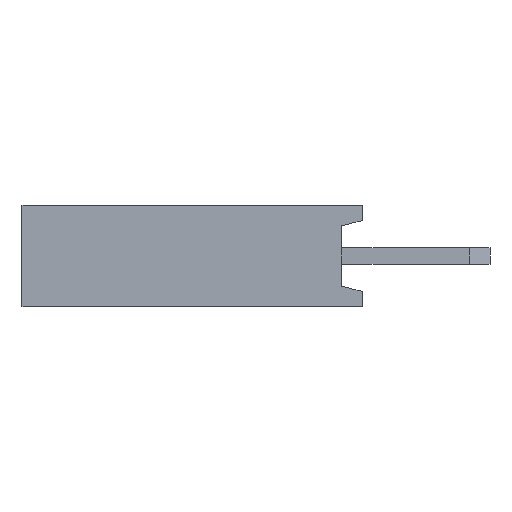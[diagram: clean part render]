
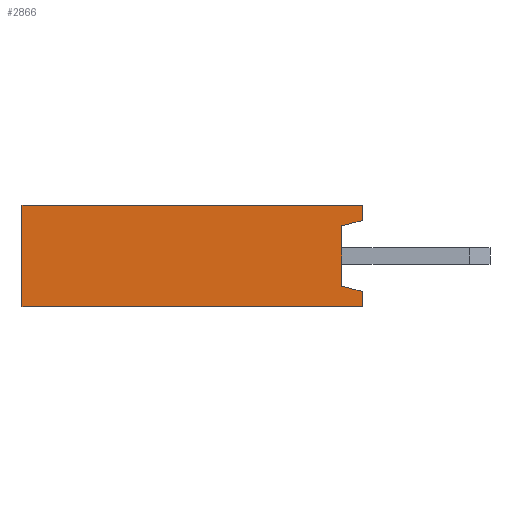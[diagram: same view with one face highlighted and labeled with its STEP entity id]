
A CAD part, left-side view. The second image highlights one B-rep face of the part: STEP entity #2866.
In plain terms, the highlighted planar face has unit normal (-1, 0, 0).
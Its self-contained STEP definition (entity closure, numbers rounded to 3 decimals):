
#1 = CARTESIAN_POINT ( 'NONE',  ( -12.954, 0., 1.27 ) ) ;
#148 = LINE ( 'NONE', #3002, #5465 ) ;
#268 = CARTESIAN_POINT ( 'NONE',  ( -12.954, 8.509, -1.27 ) ) ;
#731 = DIRECTION ( 'NONE',  ( -1., 0., 0. ) ) ;
#738 = VECTOR ( 'NONE', #5278, 1000. ) ;
#886 = CARTESIAN_POINT ( 'NONE',  ( -12.954, 0.508, -0.753 ) ) ;
#934 = LINE ( 'NONE', #3491, #4113 ) ;
#1063 = VECTOR ( 'NONE', #2004, 1000. ) ;
#1075 = VERTEX_POINT ( 'NONE', #4833 ) ;
#1102 = ORIENTED_EDGE ( 'NONE', *, *, #3923, .T. ) ;
#1321 = PLANE ( 'NONE',  #1478 ) ;
#1352 = VERTEX_POINT ( 'NONE', #2046 ) ;
#1478 = AXIS2_PLACEMENT_3D ( 'NONE', #1699, #731, #5630 ) ;
#1680 = LINE ( 'NONE', #4143, #1063 ) ;
#1699 = CARTESIAN_POINT ( 'NONE',  ( -12.954, 0., 0. ) ) ;
#1838 = VERTEX_POINT ( 'NONE', #5886 ) ;
#1919 = VECTOR ( 'NONE', #4891, 1000. ) ;
#1956 = CARTESIAN_POINT ( 'NONE',  ( -12.954, 0., -1.27 ) ) ;
#2004 = DIRECTION ( 'NONE',  ( 0., 0., 1. ) ) ;
#2046 = CARTESIAN_POINT ( 'NONE',  ( -12.954, 0., -0.889 ) ) ;
#2047 = EDGE_LOOP ( 'NONE', ( #2831, #6259, #3938, #1102, #2790, #3790, #5028, #2128 ) ) ;
#2092 = DIRECTION ( 'NONE',  ( 0., 0., 1. ) ) ;
#2128 = ORIENTED_EDGE ( 'NONE', *, *, #3763, .T. ) ;
#2252 = CARTESIAN_POINT ( 'NONE',  ( -12.954, 0., 0.889 ) ) ;
#2328 = DIRECTION ( 'NONE',  ( 0., 0.966, 0.259 ) ) ;
#2606 = FACE_OUTER_BOUND ( 'NONE', #2047, .T. ) ;
#2711 = CARTESIAN_POINT ( 'NONE',  ( -12.954, 0.508, -0.753 ) ) ;
#2712 = VERTEX_POINT ( 'NONE', #1 ) ;
#2781 = LINE ( 'NONE', #2711, #5403 ) ;
#2790 = ORIENTED_EDGE ( 'NONE', *, *, #3547, .T. ) ;
#2809 = LINE ( 'NONE', #5307, #738 ) ;
#2831 = ORIENTED_EDGE ( 'NONE', *, *, #6322, .T. ) ;
#2866 = ADVANCED_FACE ( 'NONE', ( #2606 ), #1321, .T. ) ;
#2909 = CARTESIAN_POINT ( 'NONE',  ( -12.954, 0., 1.27 ) ) ;
#3002 = CARTESIAN_POINT ( 'NONE',  ( -12.954, 0., -1.27 ) ) ;
#3141 = EDGE_CURVE ( 'NONE', #3686, #1352, #148, .T. ) ;
#3398 = LINE ( 'NONE', #2909, #1919 ) ;
#3491 = CARTESIAN_POINT ( 'NONE',  ( -12.954, 8.509, -1.27 ) ) ;
#3492 = VECTOR ( 'NONE', #2328, 1000. ) ;
#3547 = EDGE_CURVE ( 'NONE', #4494, #1838, #2781, .T. ) ;
#3673 = EDGE_CURVE ( 'NONE', #1838, #4977, #5896, .T. ) ;
#3686 = VERTEX_POINT ( 'NONE', #1956 ) ;
#3716 = LINE ( 'NONE', #4228, #3492 ) ;
#3763 = EDGE_CURVE ( 'NONE', #2712, #1075, #3398, .T. ) ;
#3790 = ORIENTED_EDGE ( 'NONE', *, *, #3673, .T. ) ;
#3887 = DIRECTION ( 'NONE',  ( 0., -0.966, 0.259 ) ) ;
#3923 = EDGE_CURVE ( 'NONE', #1352, #4494, #3716, .T. ) ;
#3938 = ORIENTED_EDGE ( 'NONE', *, *, #3141, .T. ) ;
#4113 = VECTOR ( 'NONE', #4853, 1000. ) ;
#4143 = CARTESIAN_POINT ( 'NONE',  ( -12.954, 0., 0.889 ) ) ;
#4228 = CARTESIAN_POINT ( 'NONE',  ( -12.954, 0., -0.889 ) ) ;
#4494 = VERTEX_POINT ( 'NONE', #886 ) ;
#4791 = DIRECTION ( 'NONE',  ( 0., 0., 1. ) ) ;
#4833 = CARTESIAN_POINT ( 'NONE',  ( -12.954, 8.509, 1.27 ) ) ;
#4853 = DIRECTION ( 'NONE',  ( 0., -1., 0. ) ) ;
#4891 = DIRECTION ( 'NONE',  ( 0., 1., 0. ) ) ;
#4977 = VERTEX_POINT ( 'NONE', #2252 ) ;
#5028 = ORIENTED_EDGE ( 'NONE', *, *, #5718, .T. ) ;
#5276 = EDGE_CURVE ( 'NONE', #5785, #3686, #934, .T. ) ;
#5278 = DIRECTION ( 'NONE',  ( 0., 0., -1. ) ) ;
#5307 = CARTESIAN_POINT ( 'NONE',  ( -12.954, 8.509, 1.27 ) ) ;
#5403 = VECTOR ( 'NONE', #4791, 1000. ) ;
#5465 = VECTOR ( 'NONE', #2092, 1000. ) ;
#5630 = DIRECTION ( 'NONE',  ( 0., 0., 1. ) ) ;
#5705 = VECTOR ( 'NONE', #3887, 1000. ) ;
#5718 = EDGE_CURVE ( 'NONE', #4977, #2712, #1680, .T. ) ;
#5785 = VERTEX_POINT ( 'NONE', #268 ) ;
#5886 = CARTESIAN_POINT ( 'NONE',  ( -12.954, 0.508, 0.753 ) ) ;
#5896 = LINE ( 'NONE', #5962, #5705 ) ;
#5962 = CARTESIAN_POINT ( 'NONE',  ( -12.954, 0.508, 0.753 ) ) ;
#6259 = ORIENTED_EDGE ( 'NONE', *, *, #5276, .T. ) ;
#6322 = EDGE_CURVE ( 'NONE', #1075, #5785, #2809, .T. ) ;
